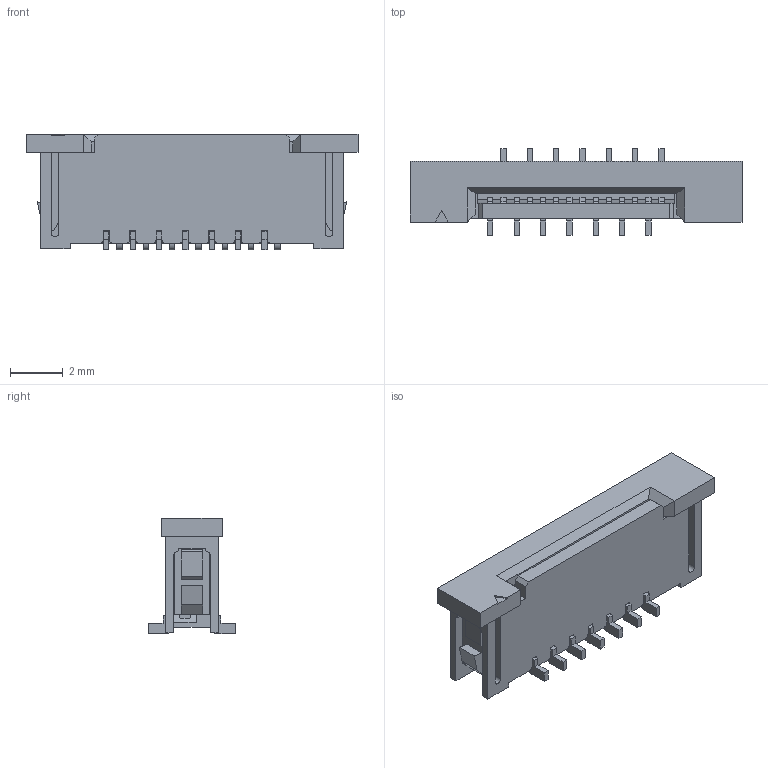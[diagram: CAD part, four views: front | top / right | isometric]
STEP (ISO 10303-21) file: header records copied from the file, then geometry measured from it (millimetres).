
FILE_DESCRIPTION(/* description */ (''),/* implementation_level */ '2;1');
FILE_NAME(/* name */ 'JS_AFC11-S14ICC-00.step',/* time_stamp */ '2022-02-21T17:54:33+08:00',/* author */ (''),/* organization */ (''),/* preprocessor_version */ 'ST-DEVELOPER v18.1',/* originating_system */ 'Autodesk Translation Framework v10.13.0.1454',/* authorisation */ '');
FILE_SCHEMA (('AUTOMOTIVE_DESIGN { 1 0 10303 214 3 1 1 }'));
Length unit declared in the file: millimetre
Products named in the file (2): AFC11-S14ICC-00; 零部件1
Assembly tree (1 placements, depth 2):
  AFC11-S14ICC-00
    零部件1
Bounding box: 12.6 x 3.3 x 4.4 mm (x, y, z)
Volume: 87 mm3; surface area: 352.3 mm2
Topology: 2 solids, 2 shells, 541 faces, 1667 edges, 1098 vertices
Faces by surface type: plane 461, cylinder 80
Entity records: 18562 total; most frequent: ORIENTED_EDGE 3334, CARTESIAN_POINT 3309, DIRECTION 2915, EDGE_CURVE 1667, LINE 1507, VECTOR 1507, VERTEX_POINT 1098, AXIS2_PLACEMENT_3D 704
